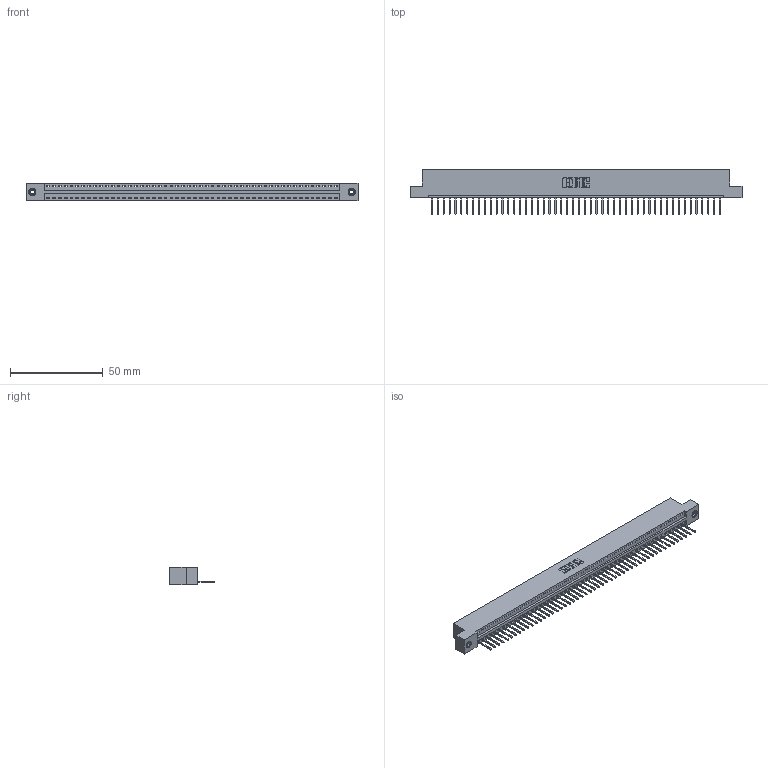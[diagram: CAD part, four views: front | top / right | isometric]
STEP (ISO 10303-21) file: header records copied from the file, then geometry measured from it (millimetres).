
FILE_DESCRIPTION (( 'STEP AP203' ), '1' );
FILE_NAME ('346-050-526-108.STEP', '2018-08-27T21:55:13', ( '' ), ( '' ), 'SwSTEP 2.0', 'SolidWorks 2016', '' );
FILE_SCHEMA (( 'CONFIG_CONTROL_DESIGN' ));
Length unit declared in the file: inch
Products named in the file (4): 346-050-526-108; 346 Part_Flush Mounting Lugs - 0.156 Dia-TI; 345-292-001_345-293-126; 345-250-001_345-250-003-102
Assembly tree (53 placements, depth 2):
  346-050-526-108
    346 Part_Flush Mounting Lugs - 0.156 Dia-TI
    345-292-001_345-293-126  x50
    345-250-001_345-250-003-102  x2
Bounding box: 179.32 x 24.13 x 9.4 mm (x, y, z)
Volume: 17174 mm3; surface area: 21524.8 mm2
Topology: 53 solids, 53 shells, 3082 faces, 9265 edges, 6102 vertices
Faces by surface type: plane 2108, cylinder 958, cone 12, torus 4
Entity records: 31158 total; most frequent: CARTESIAN_POINT 5321, ORIENTED_EDGE 5298, DIRECTION 4711, EDGE_CURVE 2649, VECTOR 2297, LINE 2297, VERTEX_POINT 1760, AXIS2_PLACEMENT_3D 1207
